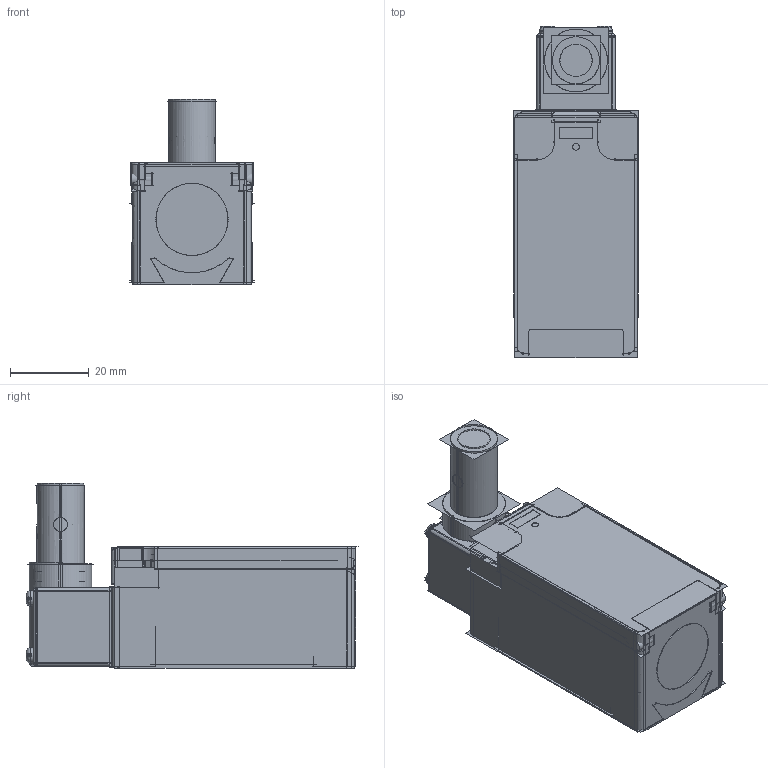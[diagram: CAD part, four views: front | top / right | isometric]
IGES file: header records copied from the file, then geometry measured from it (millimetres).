
Start section:  PTC IGES file: 192576.igs
Global section: file name: 192576.igs; native system: Creo Parametric by Parametric Technology Corporation; preprocessor: 2013230; author: pdmadmin; organization: Unknown; date: 20160120.174833; units: millimetre
Bounding box: 31.72 x 84.57 x 47.13 mm (x, y, z)
Volume: 31205.6 mm3; surface area: 152484.9 mm2
Topology: 11 solids, 11 shells, 2068 faces, 10556 edges, 13218 vertices
Faces by surface type: revolution 1064, bspline 1004
